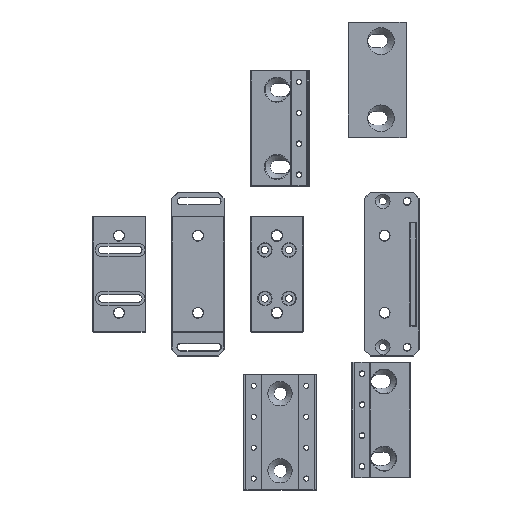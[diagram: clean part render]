
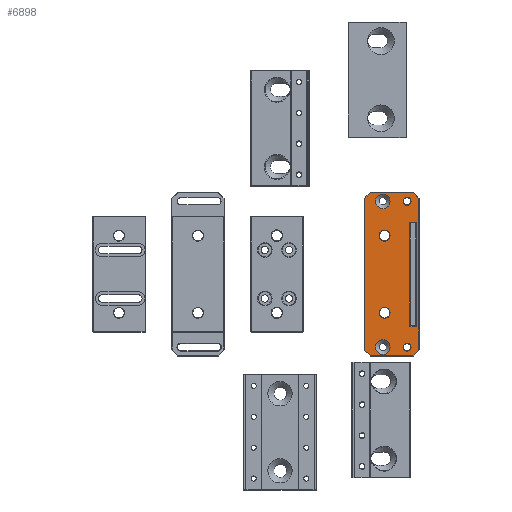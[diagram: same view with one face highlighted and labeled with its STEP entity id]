
A CAD part, top view. The second image highlights one B-rep face of the part: STEP entity #6898.
In plain terms, the highlighted planar face has unit normal (0, 0, 1).
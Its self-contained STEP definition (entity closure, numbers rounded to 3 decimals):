
#130=FACE_BOUND('',#1265,.T.);
#131=FACE_BOUND('',#1266,.T.);
#132=FACE_BOUND('',#1267,.T.);
#133=FACE_BOUND('',#1268,.T.);
#134=FACE_BOUND('',#1269,.T.);
#135=FACE_BOUND('',#1270,.T.);
#136=FACE_BOUND('',#1271,.T.);
#360=CIRCLE('',#7519,6.);
#362=CIRCLE('',#7522,6.);
#364=CIRCLE('',#7525,3.254);
#365=CIRCLE('',#7526,4.517);
#366=CIRCLE('',#7527,4.517);
#367=CIRCLE('',#7528,3.254);
#808=FACE_OUTER_BOUND('',#1264,.T.);
#1264=EDGE_LOOP('',(#5450,#5451,#5452,#5453,#5454,#5455,#5456,#5457));
#1265=EDGE_LOOP('',(#5458));
#1266=EDGE_LOOP('',(#5459));
#1267=EDGE_LOOP('',(#5460));
#1268=EDGE_LOOP('',(#5461));
#1269=EDGE_LOOP('',(#5462));
#1270=EDGE_LOOP('',(#5463,#5464,#5465,#5466));
#1271=EDGE_LOOP('',(#5467));
#1893=LINE('',#11051,#2598);
#1894=LINE('',#11053,#2599);
#1895=LINE('',#11055,#2600);
#1896=LINE('',#11057,#2601);
#1897=LINE('',#11059,#2602);
#1898=LINE('',#11061,#2603);
#1899=LINE('',#11063,#2604);
#1900=LINE('',#11064,#2605);
#1901=LINE('',#11073,#2606);
#1902=LINE('',#11075,#2607);
#1903=LINE('',#11077,#2608);
#1904=LINE('',#11078,#2609);
#2598=VECTOR('',#8900,10.);
#2599=VECTOR('',#8901,10.);
#2600=VECTOR('',#8902,10.);
#2601=VECTOR('',#8903,10.);
#2602=VECTOR('',#8904,10.);
#2603=VECTOR('',#8905,10.);
#2604=VECTOR('',#8906,10.);
#2605=VECTOR('',#8907,10.);
#2606=VECTOR('',#8914,10.);
#2607=VECTOR('',#8915,10.);
#2608=VECTOR('',#8916,10.);
#2609=VECTOR('',#8917,10.);
#3219=VERTEX_POINT('',#11037);
#3221=VERTEX_POINT('',#11043);
#3223=VERTEX_POINT('',#11049);
#3224=VERTEX_POINT('',#11050);
#3225=VERTEX_POINT('',#11052);
#3226=VERTEX_POINT('',#11054);
#3227=VERTEX_POINT('',#11056);
#3228=VERTEX_POINT('',#11058);
#3229=VERTEX_POINT('',#11060);
#3230=VERTEX_POINT('',#11062);
#3231=VERTEX_POINT('',#11065);
#3232=VERTEX_POINT('',#11067);
#3233=VERTEX_POINT('',#11069);
#3234=VERTEX_POINT('',#11071);
#3235=VERTEX_POINT('',#11072);
#3236=VERTEX_POINT('',#11074);
#3237=VERTEX_POINT('',#11076);
#3238=VERTEX_POINT('',#11079);
#3987=EDGE_CURVE('',#3219,#3219,#360,.T.);
#3990=EDGE_CURVE('',#3221,#3221,#362,.T.);
#3993=EDGE_CURVE('',#3223,#3224,#1893,.T.);
#3994=EDGE_CURVE('',#3225,#3223,#1894,.T.);
#3995=EDGE_CURVE('',#3226,#3225,#1895,.T.);
#3996=EDGE_CURVE('',#3227,#3226,#1896,.T.);
#3997=EDGE_CURVE('',#3228,#3227,#1897,.T.);
#3998=EDGE_CURVE('',#3229,#3228,#1898,.T.);
#3999=EDGE_CURVE('',#3230,#3229,#1899,.T.);
#4000=EDGE_CURVE('',#3224,#3230,#1900,.T.);
#4001=EDGE_CURVE('',#3231,#3231,#364,.T.);
#4002=EDGE_CURVE('',#3232,#3232,#365,.T.);
#4003=EDGE_CURVE('',#3233,#3233,#366,.T.);
#4004=EDGE_CURVE('',#3234,#3235,#1901,.T.);
#4005=EDGE_CURVE('',#3236,#3234,#1902,.T.);
#4006=EDGE_CURVE('',#3237,#3236,#1903,.T.);
#4007=EDGE_CURVE('',#3235,#3237,#1904,.T.);
#4008=EDGE_CURVE('',#3238,#3238,#367,.T.);
#5450=ORIENTED_EDGE('',*,*,#3993,.F.);
#5451=ORIENTED_EDGE('',*,*,#3994,.F.);
#5452=ORIENTED_EDGE('',*,*,#3995,.F.);
#5453=ORIENTED_EDGE('',*,*,#3996,.F.);
#5454=ORIENTED_EDGE('',*,*,#3997,.F.);
#5455=ORIENTED_EDGE('',*,*,#3998,.F.);
#5456=ORIENTED_EDGE('',*,*,#3999,.F.);
#5457=ORIENTED_EDGE('',*,*,#4000,.F.);
#5458=ORIENTED_EDGE('',*,*,#3987,.T.);
#5459=ORIENTED_EDGE('',*,*,#3990,.T.);
#5460=ORIENTED_EDGE('',*,*,#4001,.F.);
#5461=ORIENTED_EDGE('',*,*,#4002,.F.);
#5462=ORIENTED_EDGE('',*,*,#4003,.F.);
#5463=ORIENTED_EDGE('',*,*,#4004,.F.);
#5464=ORIENTED_EDGE('',*,*,#4005,.F.);
#5465=ORIENTED_EDGE('',*,*,#4006,.F.);
#5466=ORIENTED_EDGE('',*,*,#4007,.F.);
#5467=ORIENTED_EDGE('',*,*,#4008,.F.);
#6552=PLANE('',#7524);
#6898=ADVANCED_FACE('',(#808,#130,#131,#132,#133,#134,#135,#136),#6552,
 .T.);
#7519=AXIS2_PLACEMENT_3D('',#11038,#8886,#8887);
#7522=AXIS2_PLACEMENT_3D('',#11044,#8893,#8894);
#7524=AXIS2_PLACEMENT_3D('',#11048,#8898,#8899);
#7525=AXIS2_PLACEMENT_3D('',#11066,#8908,#8909);
#7526=AXIS2_PLACEMENT_3D('',#11068,#8910,#8911);
#7527=AXIS2_PLACEMENT_3D('',#11070,#8912,#8913);
#7528=AXIS2_PLACEMENT_3D('',#11080,#8918,#8919);
#8886=DIRECTION('center_axis',(0.,0.,-1.));
#8887=DIRECTION('ref_axis',(1.,0.,0.));
#8893=DIRECTION('center_axis',(0.,0.,-1.));
#8894=DIRECTION('ref_axis',(1.,0.,0.));
#8898=DIRECTION('center_axis',(0.,0.,1.));
#8899=DIRECTION('ref_axis',(1.,0.,0.));
#8900=DIRECTION('',(-0.707,0.707,0.));
#8901=DIRECTION('',(-1.,0.,0.));
#8902=DIRECTION('',(-0.707,-0.707,0.));
#8903=DIRECTION('',(0.,-1.,0.));
#8904=DIRECTION('',(0.707,-0.707,0.));
#8905=DIRECTION('',(1.,0.,0.));
#8906=DIRECTION('',(0.707,0.707,0.));
#8907=DIRECTION('',(0.,1.,0.));
#8908=DIRECTION('center_axis',(0.,0.,1.));
#8909=DIRECTION('ref_axis',(1.,0.,0.));
#8910=DIRECTION('center_axis',(0.,0.,1.));
#8911=DIRECTION('ref_axis',(-1.,0.,0.));
#8912=DIRECTION('center_axis',(0.,0.,1.));
#8913=DIRECTION('ref_axis',(-1.,0.,0.));
#8914=DIRECTION('',(1.,0.,0.));
#8915=DIRECTION('',(0.,-1.,0.));
#8916=DIRECTION('',(-1.,0.,0.));
#8917=DIRECTION('',(0.,1.,0.));
#8918=DIRECTION('center_axis',(0.,0.,1.));
#8919=DIRECTION('ref_axis',(1.,0.,0.));
#11037=CARTESIAN_POINT('',(81.037,-60.,0.));
#11038=CARTESIAN_POINT('Origin',(87.037,-60.,0.));
#11043=CARTESIAN_POINT('',(81.037,60.,0.));
#11044=CARTESIAN_POINT('Origin',(87.037,60.,0.));
#11048=CARTESIAN_POINT('Origin',(94.537,0.,
0.));
#11049=CARTESIAN_POINT('',(77.142,-67.246,0.));
#11050=CARTESIAN_POINT('',(72.291,-62.395,0.));
#11051=CARTESIAN_POINT('',(64.717,-54.82,0.));
#11052=CARTESIAN_POINT('',(111.932,-67.246,0.));
#11053=CARTESIAN_POINT('',(103.287,-67.246,0.));
#11054=CARTESIAN_POINT('',(116.783,-62.395,0.));
#11055=CARTESIAN_POINT('',(126.858,-52.32,0.));
#11056=CARTESIAN_POINT('',(116.783,62.395,0.));
#11057=CARTESIAN_POINT('',(116.783,31.25,0.));
#11058=CARTESIAN_POINT('',(111.932,67.246,0.));
#11059=CARTESIAN_POINT('',(124.358,54.82,0.));
#11060=CARTESIAN_POINT('',(77.142,67.246,0.));
#11061=CARTESIAN_POINT('',(85.787,67.246,0.));
#11062=CARTESIAN_POINT('',(72.291,62.395,0.));
#11063=CARTESIAN_POINT('',(62.217,52.32,0.));
#11064=CARTESIAN_POINT('',(72.291,-31.25,0.));
#11065=CARTESIAN_POINT('',(103.783,60.,0.));
#11066=CARTESIAN_POINT('Origin',(107.037,60.,0.));
#11067=CARTESIAN_POINT('',(93.054,-31.75,0.));
#11068=CARTESIAN_POINT('Origin',(88.537,-31.75,0.));
#11069=CARTESIAN_POINT('',(93.054,31.75,0.));
#11070=CARTESIAN_POINT('Origin',(88.537,31.75,0.));
#11071=CARTESIAN_POINT('',(109.283,-42.754,0.));
#11072=CARTESIAN_POINT('',(114.791,-42.754,0.));
#11073=CARTESIAN_POINT('',(102.037,-42.754,0.));
#11074=CARTESIAN_POINT('',(109.283,42.754,0.));
#11075=CARTESIAN_POINT('',(109.283,21.25,0.));
#11076=CARTESIAN_POINT('',(114.791,42.754,0.));
#11077=CARTESIAN_POINT('',(104.537,42.754,0.));
#11078=CARTESIAN_POINT('',(114.791,-21.25,0.));
#11079=CARTESIAN_POINT('',(103.783,-60.,0.));
#11080=CARTESIAN_POINT('Origin',(107.037,-60.,0.));
